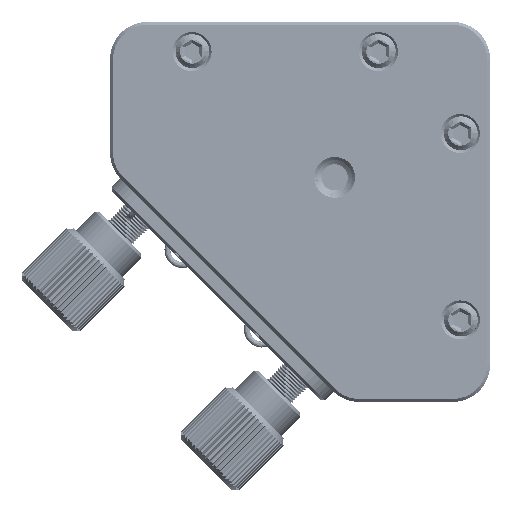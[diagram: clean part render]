
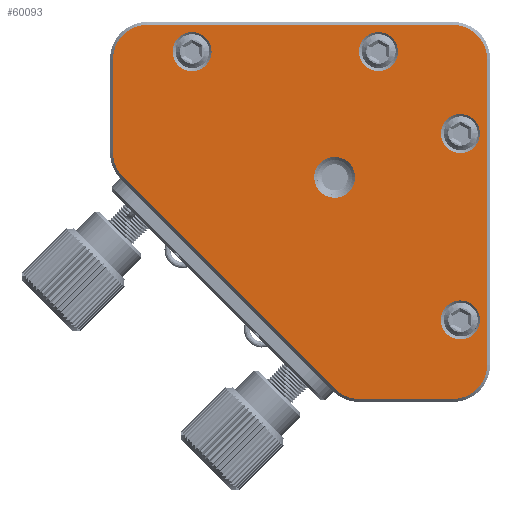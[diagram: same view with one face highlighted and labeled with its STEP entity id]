
A CAD part, front view. The second image highlights one B-rep face of the part: STEP entity #60093.
In plain terms, the highlighted planar face has unit normal (0, -1, 0).
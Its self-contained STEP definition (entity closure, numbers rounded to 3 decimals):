
#38023=DIRECTION('',(1.,0.,0.));
#38024=VECTOR('',#38023,26.264);
#38025=CARTESIAN_POINT('',(3.175,0.,32.36));
#38026=LINE('',#38025,#38024);
#38048=DIRECTION('',(0.,0.,-1.));
#38049=VECTOR('',#38048,26.264);
#38050=CARTESIAN_POINT('',(32.36,0.,29.439));
#38051=LINE('',#38050,#38049);
#38069=DIRECTION('',(-1.,0.,0.));
#38070=VECTOR('',#38069,8.066);
#38071=CARTESIAN_POINT('',(29.439,0.,0.254));
#38072=LINE('',#38071,#38070);
#38103=DIRECTION('',(0.,0.,1.));
#38104=VECTOR('',#38103,8.066);
#38105=CARTESIAN_POINT('',(0.254,0.,21.372));
#38106=LINE('',#38105,#38104);
#38111=DIRECTION('',(0.707,0.,-0.707));
#38112=VECTOR('',#38111,25.735);
#38113=CARTESIAN_POINT('',(1.11,0.,19.307));
#38114=LINE('',#38113,#38112);
#38115=CARTESIAN_POINT('',(3.175,0.,21.372));
#38116=DIRECTION('',(0.,-1.,0.));
#38117=DIRECTION('',(-1.,0.,0.));
#38118=AXIS2_PLACEMENT_3D('',#38115,#38116,#38117);
#38120=CARTESIAN_POINT('',(3.175,0.,29.439));
#38121=DIRECTION('',(0.,-1.,0.));
#38122=DIRECTION('',(0.,0.,1.));
#38123=AXIS2_PLACEMENT_3D('',#38120,#38121,#38122);
#38125=CARTESIAN_POINT('',(29.439,0.,29.439));
#38126=DIRECTION('',(0.,-1.,0.));
#38127=DIRECTION('',(1.,0.,0.));
#38128=AXIS2_PLACEMENT_3D('',#38125,#38126,#38127);
#38130=CARTESIAN_POINT('',(29.439,0.,3.175));
#38131=DIRECTION('',(0.,-1.,0.));
#38132=DIRECTION('',(0.,0.,-1.));
#38133=AXIS2_PLACEMENT_3D('',#38130,#38131,#38132);
#38135=CARTESIAN_POINT('',(21.372,0.,3.175));
#38136=DIRECTION('',(0.,-1.,0.));
#38137=DIRECTION('',(-0.707,0.,-0.707));
#38138=AXIS2_PLACEMENT_3D('',#38135,#38136,#38137);
#38140=CARTESIAN_POINT('',(7.037,0.,30.074));
#38141=DIRECTION('',(0.,1.,0.));
#38142=DIRECTION('',(0.,0.,-1.));
#38143=AXIS2_PLACEMENT_3D('',#38140,#38141,#38142);
#38145=CARTESIAN_POINT('',(7.037,0.,30.074));
#38146=DIRECTION('',(0.,1.,0.));
#38147=DIRECTION('',(0.,0.,1.));
#38148=AXIS2_PLACEMENT_3D('',#38145,#38146,#38147);
#38150=CARTESIAN_POINT('',(23.037,0.,30.074));
#38151=DIRECTION('',(0.,1.,0.));
#38152=DIRECTION('',(0.,0.,-1.));
#38153=AXIS2_PLACEMENT_3D('',#38150,#38151,#38152);
#38155=CARTESIAN_POINT('',(23.037,0.,30.074));
#38156=DIRECTION('',(0.,1.,0.));
#38157=DIRECTION('',(0.,0.,1.));
#38158=AXIS2_PLACEMENT_3D('',#38155,#38156,#38157);
#38160=CARTESIAN_POINT('',(30.074,0.,23.037));
#38161=DIRECTION('',(0.,1.,0.));
#38162=DIRECTION('',(0.,0.,-1.));
#38163=AXIS2_PLACEMENT_3D('',#38160,#38161,#38162);
#38165=CARTESIAN_POINT('',(30.074,0.,23.037));
#38166=DIRECTION('',(0.,1.,0.));
#38167=DIRECTION('',(0.,0.,1.));
#38168=AXIS2_PLACEMENT_3D('',#38165,#38166,#38167);
#38170=CARTESIAN_POINT('',(30.074,0.,7.037));
#38171=DIRECTION('',(0.,1.,0.));
#38172=DIRECTION('',(0.,0.,-1.));
#38173=AXIS2_PLACEMENT_3D('',#38170,#38171,#38172);
#38175=CARTESIAN_POINT('',(30.074,0.,7.037));
#38176=DIRECTION('',(0.,1.,0.));
#38177=DIRECTION('',(0.,0.,1.));
#38178=AXIS2_PLACEMENT_3D('',#38175,#38176,#38177);
#38180=CARTESIAN_POINT('',(19.279,0.,19.279));
#38181=DIRECTION('',(0.,1.,0.));
#38182=DIRECTION('',(0.,0.,-1.));
#38183=AXIS2_PLACEMENT_3D('',#38180,#38181,#38182);
#38185=CARTESIAN_POINT('',(19.279,0.,19.279));
#38186=DIRECTION('',(0.,1.,0.));
#38187=DIRECTION('',(0.,0.,1.));
#38188=AXIS2_PLACEMENT_3D('',#38185,#38186,#38187);
#43693=CARTESIAN_POINT('',(32.36,0.,29.439));
#43694=CARTESIAN_POINT('',(29.439,0.,32.36));
#43695=VERTEX_POINT('',#43693);
#43696=VERTEX_POINT('',#43694);
#43698=CARTESIAN_POINT('',(1.11,0.,19.307));
#43700=VERTEX_POINT('',#43698);
#43706=CARTESIAN_POINT('',(32.36,0.,3.175));
#43708=VERTEX_POINT('',#43706);
#43725=CARTESIAN_POINT('',(19.279,0.,17.525));
#43727=VERTEX_POINT('',#43725);
#43778=CARTESIAN_POINT('',(0.254,0.,29.439));
#43780=VERTEX_POINT('',#43778);
#43820=CARTESIAN_POINT('',(29.439,0.,0.254));
#43821=CARTESIAN_POINT('',(21.372,0.,0.254));
#43822=VERTEX_POINT('',#43820);
#43823=VERTEX_POINT('',#43821);
#43840=CARTESIAN_POINT('',(3.175,0.,32.36));
#43841=VERTEX_POINT('',#43840);
#43936=CARTESIAN_POINT('',(19.279,0.,21.033));
#43937=VERTEX_POINT('',#43936);
#43955=CARTESIAN_POINT('',(0.254,0.,21.372));
#43957=VERTEX_POINT('',#43955);
#43984=CARTESIAN_POINT('',(7.037,0.,28.397));
#43985=CARTESIAN_POINT('',(7.037,0.,31.75));
#43986=VERTEX_POINT('',#43984);
#43987=VERTEX_POINT('',#43985);
#44119=CARTESIAN_POINT('',(30.074,0.,5.36));
#44120=CARTESIAN_POINT('',(30.074,0.,8.713));
#44121=VERTEX_POINT('',#44119);
#44122=VERTEX_POINT('',#44120);
#44163=CARTESIAN_POINT('',(19.307,0.,1.11));
#44164=VERTEX_POINT('',#44163);
#44183=CARTESIAN_POINT('',(23.037,0.,28.397));
#44184=CARTESIAN_POINT('',(23.037,0.,31.75));
#44185=VERTEX_POINT('',#44183);
#44186=VERTEX_POINT('',#44184);
#44193=CARTESIAN_POINT('',(30.074,0.,24.713));
#44194=CARTESIAN_POINT('',(30.074,0.,21.36));
#44195=VERTEX_POINT('',#44193);
#44196=VERTEX_POINT('',#44194);
#60046=CARTESIAN_POINT('',(0.,0.,30.074));
#60047=DIRECTION('',(0.,1.,0.));
#60048=DIRECTION('',(0.,0.,1.));
#60049=AXIS2_PLACEMENT_3D('',#60046,#60047,#60048);
#60050=PLANE('',#60049);
#60051=ORIENTED_EDGE('',*,*,#60012,.F.);
#60052=ORIENTED_EDGE('',*,*,#60026,.F.);
#60053=ORIENTED_EDGE('',*,*,#60039,.T.);
#60054=ORIENTED_EDGE('',*,*,#59913,.F.);
#60055=ORIENTED_EDGE('',*,*,#59928,.T.);
#60056=ORIENTED_EDGE('',*,*,#59944,.F.);
#60057=ORIENTED_EDGE('',*,*,#59958,.T.);
#60058=ORIENTED_EDGE('',*,*,#59972,.F.);
#60059=ORIENTED_EDGE('',*,*,#59986,.T.);
#60060=ORIENTED_EDGE('',*,*,#59998,.F.);
#60061=EDGE_LOOP('',(#60051,#60052,#60053,#60054,#60055,#60056,#60057,#60058,
#60059,#60060));
#60062=FACE_OUTER_BOUND('',#60061,.F.);
#60064=ORIENTED_EDGE('',*,*,#60063,.F.);
#60066=ORIENTED_EDGE('',*,*,#60065,.F.);
#60067=EDGE_LOOP('',(#60064,#60066));
#60068=FACE_BOUND('',#60067,.F.);
#60070=ORIENTED_EDGE('',*,*,#60069,.F.);
#60072=ORIENTED_EDGE('',*,*,#60071,.F.);
#60073=EDGE_LOOP('',(#60070,#60072));
#60074=FACE_BOUND('',#60073,.F.);
#60076=ORIENTED_EDGE('',*,*,#60075,.F.);
#60078=ORIENTED_EDGE('',*,*,#60077,.F.);
#60079=EDGE_LOOP('',(#60076,#60078));
#60080=FACE_BOUND('',#60079,.F.);
#60082=ORIENTED_EDGE('',*,*,#60081,.F.);
#60084=ORIENTED_EDGE('',*,*,#60083,.F.);
#60085=EDGE_LOOP('',(#60082,#60084));
#60086=FACE_BOUND('',#60085,.F.);
#60088=ORIENTED_EDGE('',*,*,#60087,.F.);
#60090=ORIENTED_EDGE('',*,*,#60089,.F.);
#60091=EDGE_LOOP('',(#60088,#60090));
#60092=FACE_BOUND('',#60091,.F.);
#60093=ADVANCED_FACE('',(#60062,#60068,#60074,#60080,#60086,#60092),#60050,.F.);
#38119=CIRCLE('',#38118,2.921);
#38124=CIRCLE('',#38123,2.921);
#38129=CIRCLE('',#38128,2.921);
#38134=CIRCLE('',#38133,2.921);
#38139=CIRCLE('',#38138,2.921);
#38144=CIRCLE('',#38143,1.676);
#38149=CIRCLE('',#38148,1.676);
#38154=CIRCLE('',#38153,1.676);
#38159=CIRCLE('',#38158,1.676);
#38164=CIRCLE('',#38163,1.676);
#38169=CIRCLE('',#38168,1.676);
#38174=CIRCLE('',#38173,1.676);
#38179=CIRCLE('',#38178,1.676);
#38184=CIRCLE('',#38183,1.754);
#38189=CIRCLE('',#38188,1.754);
#59913=EDGE_CURVE('',#43841,#43780,#38124,.T.);
#59928=EDGE_CURVE('',#43841,#43696,#38026,.T.);
#59944=EDGE_CURVE('',#43695,#43696,#38129,.T.);
#59958=EDGE_CURVE('',#43695,#43708,#38051,.T.);
#59972=EDGE_CURVE('',#43822,#43708,#38134,.T.);
#59986=EDGE_CURVE('',#43822,#43823,#38072,.T.);
#59998=EDGE_CURVE('',#44164,#43823,#38139,.T.);
#60012=EDGE_CURVE('',#43700,#44164,#38114,.T.);
#60026=EDGE_CURVE('',#43957,#43700,#38119,.T.);
#60039=EDGE_CURVE('',#43957,#43780,#38106,.T.);
#60063=EDGE_CURVE('',#43986,#43987,#38144,.T.);
#60065=EDGE_CURVE('',#43987,#43986,#38149,.T.);
#60069=EDGE_CURVE('',#44185,#44186,#38154,.T.);
#60071=EDGE_CURVE('',#44186,#44185,#38159,.T.);
#60075=EDGE_CURVE('',#44196,#44195,#38164,.T.);
#60077=EDGE_CURVE('',#44195,#44196,#38169,.T.);
#60081=EDGE_CURVE('',#44121,#44122,#38174,.T.);
#60083=EDGE_CURVE('',#44122,#44121,#38179,.T.);
#60087=EDGE_CURVE('',#43727,#43937,#38184,.T.);
#60089=EDGE_CURVE('',#43937,#43727,#38189,.T.);
